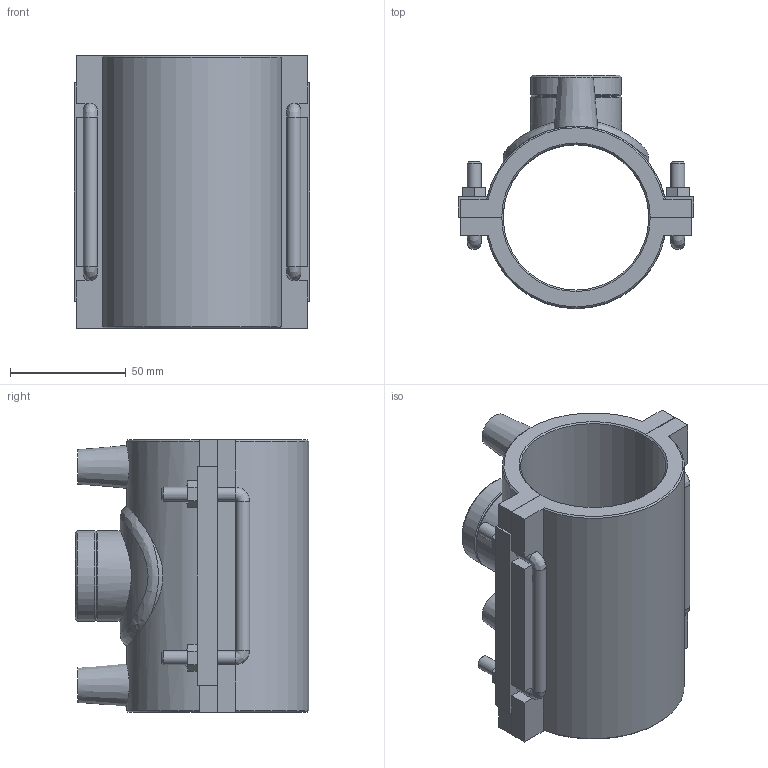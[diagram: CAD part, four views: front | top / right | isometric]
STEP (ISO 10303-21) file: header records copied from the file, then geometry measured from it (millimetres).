
FILE_DESCRIPTION(/* description */ ('PLASSON SADDLE 63X1" FEMALE BSPP'),/* implementation_level */ '2;1');
FILE_NAME(/* name */ '4958T4063010.ipt.stp',/* time_stamp */ '2017-11-06T09:19:51+02:00',/* author */ ('KIM'),/* organization */ (''),/* preprocessor_version */ 'ST-DEVELOPER v15.6',/* originating_system */ 'Autodesk Inventor 2015',/* authorisation */ '');
FILE_SCHEMA (('AUTOMOTIVE_DESIGN { 1 0 10303 214 3 1 1 }'));
Length unit declared in the file: millimetre
Products named in the file (1): 4958T4063010
Bounding box: 102 x 100.88 x 118 mm (x, y, z)
Volume: 277945.9 mm3; surface area: 83346.7 mm2
Topology: 1 solids, 1 shells, 139 faces, 355 edges, 223 vertices
Faces by surface type: plane 82, cylinder 31, cone 17, bspline 9
Full cylindrical faces by diameter (mm): 4 x2, 6 x10, 10 x2, 24.233 x1, 30.291 x1, 38.378 x1, 39.378 x2
Entity records: 4676 total; most frequent: CARTESIAN_POINT 1529, ORIENTED_EDGE 632, DIRECTION 609, EDGE_CURVE 314, VERTEX_POINT 216, AXIS2_PLACEMENT_3D 209, LINE 191, VECTOR 191
